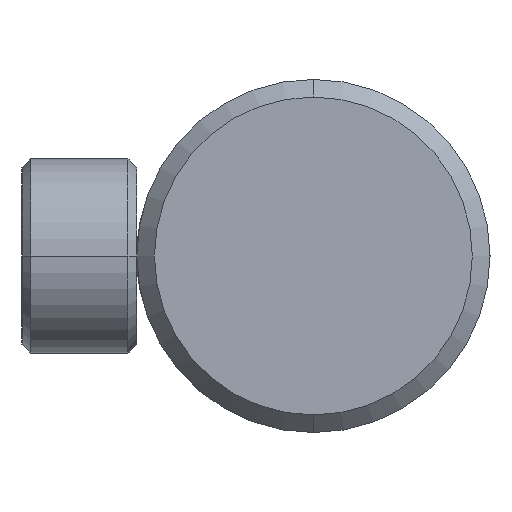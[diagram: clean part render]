
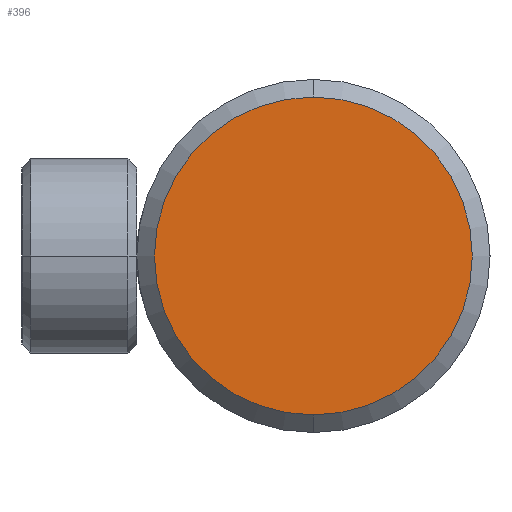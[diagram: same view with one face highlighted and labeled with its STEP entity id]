
A CAD part, left-side view. The second image highlights one B-rep face of the part: STEP entity #396.
In plain terms, the highlighted planar face has unit normal (-1, 0, 0).
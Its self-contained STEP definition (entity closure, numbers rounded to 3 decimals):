
#216 = FACE_OUTER_BOUND ( 'NONE', #850, .T. ) ;
#372 = DIRECTION ( 'NONE',  ( -1., 0., 0. ) ) ;
#396 = ADVANCED_FACE ( 'NONE', ( #216 ), #2769, .T. ) ;
#499 = DIRECTION ( 'NONE',  ( 0., 0., -1. ) ) ;
#527 = VERTEX_POINT ( 'NONE', #1745 ) ;
#566 = CARTESIAN_POINT ( 'NONE',  ( 0., 0., -18. ) ) ;
#850 = EDGE_LOOP ( 'NONE', ( #2839, #1714 ) ) ;
#927 = DIRECTION ( 'NONE',  ( 1., 0., 0. ) ) ;
#952 = DIRECTION ( 'NONE',  ( 1., 0., 0. ) ) ;
#1073 = AXIS2_PLACEMENT_3D ( 'NONE', #2137, #952, #499 ) ;
#1087 = CARTESIAN_POINT ( 'NONE',  ( 0., 0., 0. ) ) ;
#1179 = DIRECTION ( 'NONE',  ( 0., 0., 1. ) ) ;
#1251 = AXIS2_PLACEMENT_3D ( 'NONE', #1891, #372, #1179 ) ;
#1432 = AXIS2_PLACEMENT_3D ( 'NONE', #1087, #927, #2101 ) ;
#1468 = EDGE_CURVE ( 'NONE', #2617, #527, #2449, .T. ) ;
#1696 = EDGE_CURVE ( 'NONE', #527, #2617, #2109, .T. ) ;
#1714 = ORIENTED_EDGE ( 'NONE', *, *, #1696, .F. ) ;
#1745 = CARTESIAN_POINT ( 'NONE',  ( 0., 0., 18. ) ) ;
#1891 = CARTESIAN_POINT ( 'NONE',  ( 0., 0., 0. ) ) ;
#2101 = DIRECTION ( 'NONE',  ( 0., 0., -1. ) ) ;
#2109 = CIRCLE ( 'NONE', #1073, 18. ) ;
#2137 = CARTESIAN_POINT ( 'NONE',  ( 0., 0., 0. ) ) ;
#2449 = CIRCLE ( 'NONE', #1432, 18. ) ;
#2617 = VERTEX_POINT ( 'NONE', #566 ) ;
#2769 = PLANE ( 'NONE',  #1251 ) ;
#2839 = ORIENTED_EDGE ( 'NONE', *, *, #1468, .F. ) ;
